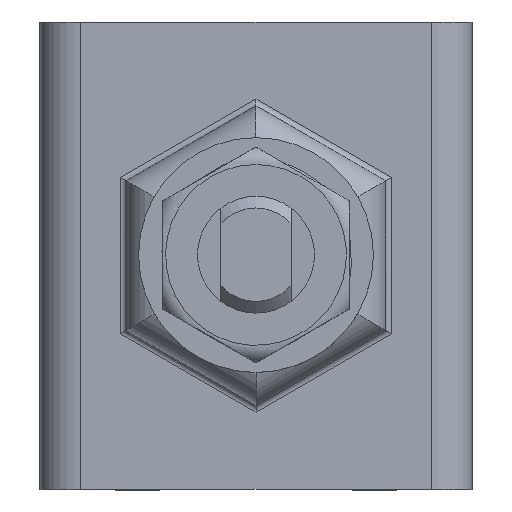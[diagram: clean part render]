
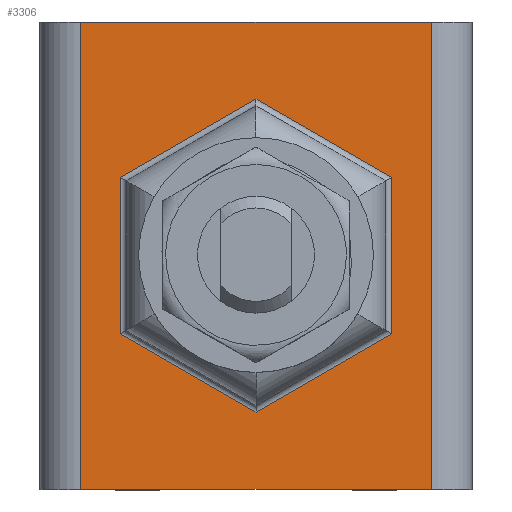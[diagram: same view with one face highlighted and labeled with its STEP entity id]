
A CAD part, top view. The second image highlights one B-rep face of the part: STEP entity #3306.
In plain terms, the highlighted face is planar.
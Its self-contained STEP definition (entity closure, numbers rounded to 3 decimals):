
#208=FACE_BOUND('',#539,.T.);
#340=FACE_OUTER_BOUND('',#538,.T.);
#538=EDGE_LOOP('',(#2770,#2771,#2772,#2773));
#539=EDGE_LOOP('',(#2774,#2775,#2776,#2777,#2778,#2779));
#897=LINE('',#5402,#1217);
#906=LINE('',#5441,#1226);
#946=LINE('',#5571,#1266);
#948=LINE('',#5578,#1268);
#950=LINE('',#5584,#1270);
#952=LINE('',#5589,#1272);
#954=LINE('',#5596,#1274);
#956=LINE('',#5599,#1276);
#964=LINE('',#5615,#1284);
#965=LINE('',#5616,#1285);
#1217=VECTOR('',#4224,10.);
#1226=VECTOR('',#4261,10.);
#1266=VECTOR('',#4393,10.);
#1268=VECTOR('',#4401,10.);
#1270=VECTOR('',#4407,10.);
#1272=VECTOR('',#4411,10.);
#1274=VECTOR('',#4419,10.);
#1276=VECTOR('',#4423,10.);
#1284=VECTOR('',#4439,10.);
#1285=VECTOR('',#4440,10.);
#1513=VERTEX_POINT('',#5399);
#1514=VERTEX_POINT('',#5401);
#1529=VERTEX_POINT('',#5438);
#1530=VERTEX_POINT('',#5440);
#1573=VERTEX_POINT('',#5568);
#1574=VERTEX_POINT('',#5570);
#1576=VERTEX_POINT('',#5576);
#1578=VERTEX_POINT('',#5582);
#1580=VERTEX_POINT('',#5588);
#1582=VERTEX_POINT('',#5594);
#1904=EDGE_CURVE('',#1514,#1513,#897,.T.);
#1925=EDGE_CURVE('',#1530,#1529,#906,.T.);
#1990=EDGE_CURVE('',#1573,#1574,#946,.T.);
#1994=EDGE_CURVE('',#1576,#1573,#948,.T.);
#1997=EDGE_CURVE('',#1578,#1576,#950,.T.);
#1999=EDGE_CURVE('',#1574,#1580,#952,.T.);
#2003=EDGE_CURVE('',#1582,#1578,#954,.T.);
#2005=EDGE_CURVE('',#1580,#1582,#956,.T.);
#2013=EDGE_CURVE('',#1514,#1529,#964,.T.);
#2014=EDGE_CURVE('',#1530,#1513,#965,.T.);
#2770=ORIENTED_EDGE('',*,*,#2013,.F.);
#2771=ORIENTED_EDGE('',*,*,#1904,.T.);
#2772=ORIENTED_EDGE('',*,*,#2014,.F.);
#2773=ORIENTED_EDGE('',*,*,#1925,.T.);
#2774=ORIENTED_EDGE('',*,*,#1990,.F.);
#2775=ORIENTED_EDGE('',*,*,#1994,.F.);
#2776=ORIENTED_EDGE('',*,*,#1997,.F.);
#2777=ORIENTED_EDGE('',*,*,#2003,.F.);
#2778=ORIENTED_EDGE('',*,*,#2005,.F.);
#2779=ORIENTED_EDGE('',*,*,#1999,.F.);
#3142=PLANE('',#3674);
#3306=ADVANCED_FACE('',(#340,#208),#3142,.T.);
#3674=AXIS2_PLACEMENT_3D('',#5614,#4437,#4438);
#4224=DIRECTION('',(-1.,0.,0.));
#4261=DIRECTION('',(1.,0.,0.));
#4393=DIRECTION('',(0.,0.,1.));
#4401=DIRECTION('',(-0.866,0.,0.5));
#4407=DIRECTION('',(-0.866,0.,-0.5));
#4411=DIRECTION('',(0.866,0.,0.5));
#4419=DIRECTION('',(0.,0.,-1.));
#4423=DIRECTION('',(0.866,0.,-0.5));
#4437=DIRECTION('center_axis',(0.,1.,0.));
#4438=DIRECTION('ref_axis',(0.,0.,1.));
#4439=DIRECTION('',(0.,0.,1.));
#4440=DIRECTION('',(0.,0.,-1.));
#5399=CARTESIAN_POINT('',(-15.,36.,-20.));
#5401=CARTESIAN_POINT('',(15.,36.,-20.));
#5402=CARTESIAN_POINT('',(0.,36.,-20.));
#5438=CARTESIAN_POINT('',(15.,36.,20.));
#5440=CARTESIAN_POINT('',(-15.,36.,20.));
#5441=CARTESIAN_POINT('',(18.5,36.,20.));
#5568=CARTESIAN_POINT('',(-11.6,36.,-6.697));
#5570=CARTESIAN_POINT('',(-11.6,36.,6.697));
#5571=CARTESIAN_POINT('',(-11.6,36.,0.));
#5576=CARTESIAN_POINT('',(0.,36.,-13.395));
#5578=CARTESIAN_POINT('',(-8.575,36.,-8.444));
#5582=CARTESIAN_POINT('',(11.6,36.,-6.697));
#5584=CARTESIAN_POINT('',(3.025,36.,-11.648));
#5588=CARTESIAN_POINT('',(0.,36.,13.395));
#5589=CARTESIAN_POINT('',(-3.025,36.,11.648));
#5594=CARTESIAN_POINT('',(11.6,36.,6.697));
#5596=CARTESIAN_POINT('',(11.6,36.,-3.204));
#5599=CARTESIAN_POINT('',(8.575,36.,8.444));
#5614=CARTESIAN_POINT('Origin',(0.,36.,0.));
#5615=CARTESIAN_POINT('',(15.,36.,0.));
#5616=CARTESIAN_POINT('',(-15.,36.,0.));
